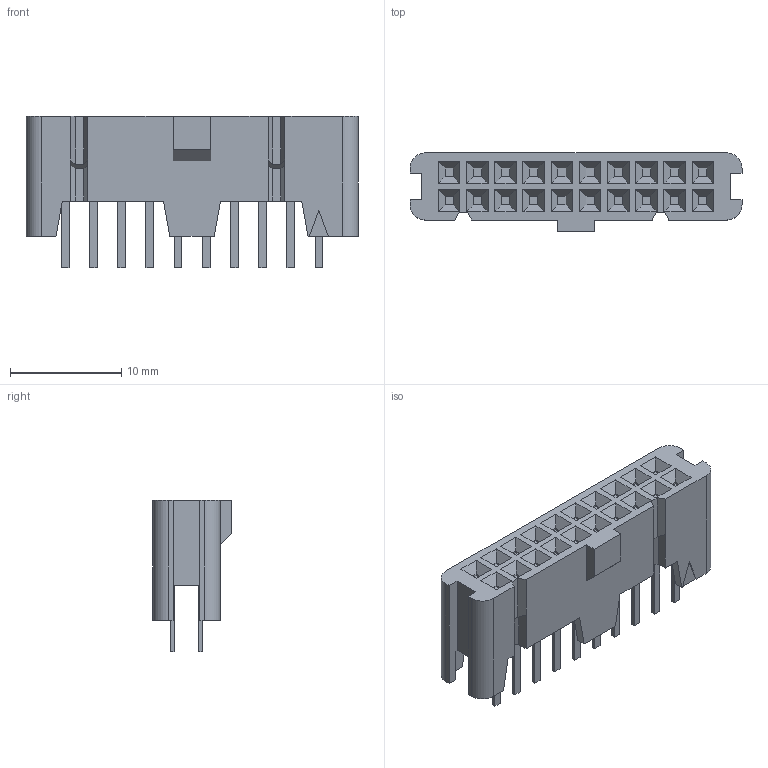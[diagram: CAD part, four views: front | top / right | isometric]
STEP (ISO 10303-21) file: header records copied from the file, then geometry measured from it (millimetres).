
FILE_DESCRIPTION((''),'2;1');
FILE_NAME('3M_8520-4500PL.stp','2014-03-11T09:53:15',(''),(''),'Mechanical Desktop 2011','Mechanical Desktop 2011',', , ');
FILE_SCHEMA(('AUTOMOTIVE_DESIGN { 1 2 10303 214 1 1 1 1 }'));
Length unit declared in the file: millimetre
Products named in the file (1): Product
Bounding box: 29.9 x 7.05 x 13.6 mm (x, y, z)
Volume: 1379.3 mm3; surface area: 1453.4 mm2
Topology: 21 solids, 21 shells, 373 faces, 849 edges, 538 vertices
Faces by surface type: plane 365, cylinder 8
Entity records: 10179 total; most frequent: CARTESIAN_POINT 1761, ORIENTED_EDGE 1698, DIRECTION 1613, EDGE_CURVE 849, VECTOR 833, LINE 833, VERTEX_POINT 538, EDGE_LOOP 393
